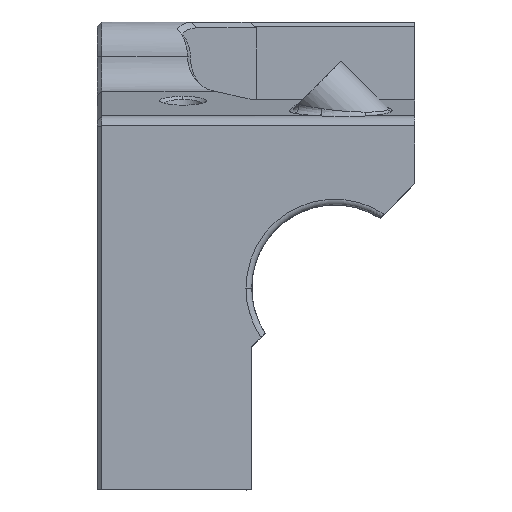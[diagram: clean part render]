
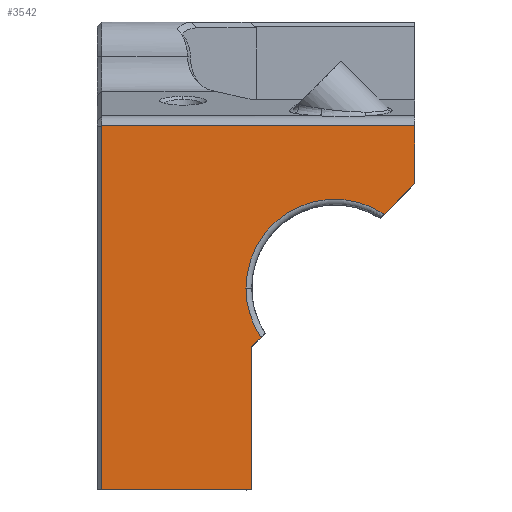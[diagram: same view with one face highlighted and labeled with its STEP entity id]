
A CAD part, front view. The second image highlights one B-rep face of the part: STEP entity #3542.
In plain terms, the highlighted planar face has unit normal (0, -1, 0).
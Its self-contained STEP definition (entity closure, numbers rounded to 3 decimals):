
#22 = VECTOR ( 'NONE', #2321, 1000. ) ;
#79 = LINE ( 'NONE', #9137, #9005 ) ;
#398 = CARTESIAN_POINT ( 'NONE',  ( 6., -51.75, 24.5 ) ) ;
#402 = AXIS2_PLACEMENT_3D ( 'NONE', #2648, #8518, #8649 ) ;
#561 = ORIENTED_EDGE ( 'NONE', *, *, #1913, .T. ) ;
#567 = VERTEX_POINT ( 'NONE', #7231 ) ;
#723 = DIRECTION ( 'NONE',  ( 0., 0., -1. ) ) ;
#727 = ORIENTED_EDGE ( 'NONE', *, *, #8539, .T. ) ;
#790 = LINE ( 'NONE', #987, #22 ) ;
#858 = CARTESIAN_POINT ( 'NONE',  ( 37.791, -51.75, 37.6 ) ) ;
#922 = CARTESIAN_POINT ( 'NONE',  ( 46.847, -51.75, 10.25 ) ) ;
#987 = CARTESIAN_POINT ( 'NONE',  ( 25.921, -51.75, 17.074 ) ) ;
#1143 = ORIENTED_EDGE ( 'NONE', *, *, #8525, .T. ) ;
#1271 = VECTOR ( 'NONE', #4241, 1000. ) ;
#1300 = EDGE_CURVE ( 'NONE', #7885, #2467, #4704, .T. ) ;
#1313 = VERTEX_POINT ( 'NONE', #5292 ) ;
#1634 = DIRECTION ( 'NONE',  ( 0., 0., 1. ) ) ;
#1913 = EDGE_CURVE ( 'NONE', #9721, #9153, #5865, .T. ) ;
#2204 = CARTESIAN_POINT ( 'NONE',  ( 19.311, -51.75, 23.685 ) ) ;
#2214 = ORIENTED_EDGE ( 'NONE', *, *, #7652, .T. ) ;
#2295 = VERTEX_POINT ( 'NONE', #7928 ) ;
#2321 = DIRECTION ( 'NONE',  ( 0.707, 0., -0.707 ) ) ;
#2437 = CARTESIAN_POINT ( 'NONE',  ( 6., -51.75, 37.6 ) ) ;
#2467 = VERTEX_POINT ( 'NONE', #9126 ) ;
#2626 = CARTESIAN_POINT ( 'NONE',  ( 32.746, -51.75, 10.25 ) ) ;
#2643 = DIRECTION ( 'NONE',  ( -1., 0., 0. ) ) ;
#2648 = CARTESIAN_POINT ( 'NONE',  ( 46.847, -51.75, 38. ) ) ;
#2754 = ORIENTED_EDGE ( 'NONE', *, *, #7382, .T. ) ;
#2833 = CARTESIAN_POINT ( 'NONE',  ( 25.921, -51.75, 17.074 ) ) ;
#2861 = AXIS2_PLACEMENT_3D ( 'NONE', #2966, #3174, #3888 ) ;
#2966 = CARTESIAN_POINT ( 'NONE',  ( 23.626, -51.75, 17.248 ) ) ;
#3017 = VERTEX_POINT ( 'NONE', #2626 ) ;
#3041 = VECTOR ( 'NONE', #6261, 1000. ) ;
#3124 = VECTOR ( 'NONE', #723, 1000. ) ;
#3174 = DIRECTION ( 'NONE',  ( 0., 1., 0. ) ) ;
#3226 = EDGE_LOOP ( 'NONE', ( #2214, #1143, #5487, #6186, #561, #727, #2754, #7966, #9615 ) ) ;
#3542 = ADVANCED_FACE ( 'NONE', ( #5718 ), #9375, .T. ) ;
#3819 = EDGE_CURVE ( 'NONE', #4960, #9721, #5712, .T. ) ;
#3888 = DIRECTION ( 'NONE',  ( 0., 0., 1. ) ) ;
#4241 = DIRECTION ( 'NONE',  ( 0.707, 0., -0.707 ) ) ;
#4385 = DIRECTION ( 'NONE',  ( 0., 0., 1. ) ) ;
#4399 = CARTESIAN_POINT ( 'NONE',  ( 6., -51.75, 38. ) ) ;
#4491 = CARTESIAN_POINT ( 'NONE',  ( 23.626, -51.75, 17.248 ) ) ;
#4704 = CIRCLE ( 'NONE', #7516, 7.75 ) ;
#4960 = VERTEX_POINT ( 'NONE', #858 ) ;
#5292 = CARTESIAN_POINT ( 'NONE',  ( 18.496, -51.75, 24.5 ) ) ;
#5487 = ORIENTED_EDGE ( 'NONE', *, *, #8822, .T. ) ;
#5712 = LINE ( 'NONE', #8836, #7558 ) ;
#5714 = LINE ( 'NONE', #8692, #8067 ) ;
#5718 = FACE_OUTER_BOUND ( 'NONE', #3226, .T. ) ;
#5841 = DIRECTION ( 'NONE',  ( 1., 0., 0. ) ) ;
#5865 = LINE ( 'NONE', #4399, #3124 ) ;
#6186 = ORIENTED_EDGE ( 'NONE', *, *, #3819, .T. ) ;
#6261 = DIRECTION ( 'NONE',  ( 1., 0., 0. ) ) ;
#6850 = DIRECTION ( 'NONE',  ( 0., 1., 0. ) ) ;
#7231 = CARTESIAN_POINT ( 'NONE',  ( 37.791, -51.75, 10.25 ) ) ;
#7382 = EDGE_CURVE ( 'NONE', #1313, #7885, #9370, .T. ) ;
#7516 = AXIS2_PLACEMENT_3D ( 'NONE', #4491, #6850, #4385 ) ;
#7558 = VECTOR ( 'NONE', #2643, 1000. ) ;
#7652 = EDGE_CURVE ( 'NONE', #2295, #3017, #790, .T. ) ;
#7684 = LINE ( 'NONE', #922, #3041 ) ;
#7885 = VERTEX_POINT ( 'NONE', #2204 ) ;
#7928 = CARTESIAN_POINT ( 'NONE',  ( 30.064, -51.75, 12.932 ) ) ;
#7966 = ORIENTED_EDGE ( 'NONE', *, *, #1300, .T. ) ;
#8067 = VECTOR ( 'NONE', #5841, 1000. ) ;
#8179 = EDGE_CURVE ( 'NONE', #2467, #2295, #8999, .T. ) ;
#8518 = DIRECTION ( 'NONE',  ( 0., -1., 0. ) ) ;
#8525 = EDGE_CURVE ( 'NONE', #3017, #567, #7684, .T. ) ;
#8539 = EDGE_CURVE ( 'NONE', #9153, #1313, #5714, .T. ) ;
#8649 = DIRECTION ( 'NONE',  ( 0., 0., 1. ) ) ;
#8692 = CARTESIAN_POINT ( 'NONE',  ( 46.847, -51.75, 24.5 ) ) ;
#8822 = EDGE_CURVE ( 'NONE', #567, #4960, #79, .T. ) ;
#8836 = CARTESIAN_POINT ( 'NONE',  ( 46.847, -51.75, 37.6 ) ) ;
#8999 = CIRCLE ( 'NONE', #2861, 7.75 ) ;
#9005 = VECTOR ( 'NONE', #1634, 1000. ) ;
#9126 = CARTESIAN_POINT ( 'NONE',  ( 23.626, -51.75, 24.998 ) ) ;
#9137 = CARTESIAN_POINT ( 'NONE',  ( 37.791, -51.75, 0. ) ) ;
#9153 = VERTEX_POINT ( 'NONE', #398 ) ;
#9370 = LINE ( 'NONE', #2833, #1271 ) ;
#9375 = PLANE ( 'NONE',  #402 ) ;
#9615 = ORIENTED_EDGE ( 'NONE', *, *, #8179, .T. ) ;
#9721 = VERTEX_POINT ( 'NONE', #2437 ) ;
